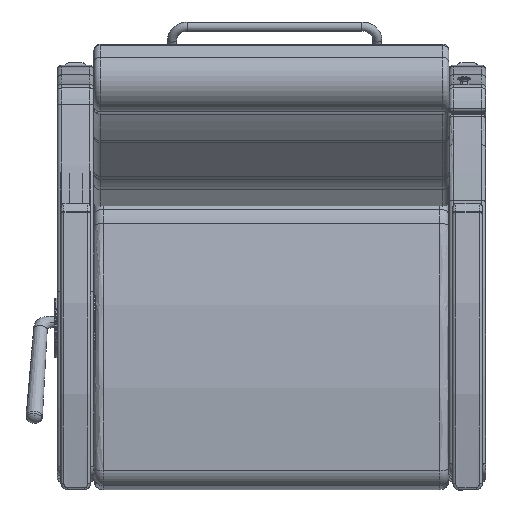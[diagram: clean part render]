
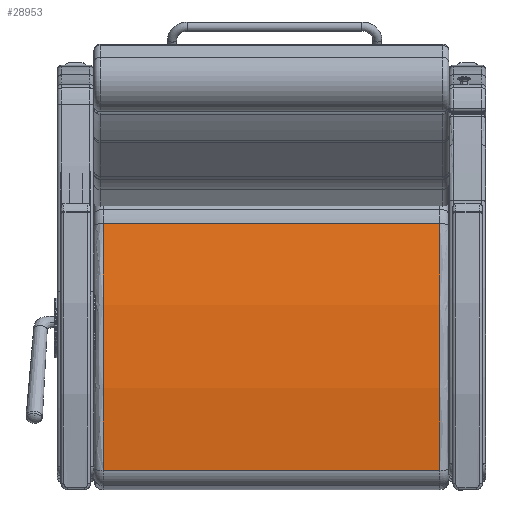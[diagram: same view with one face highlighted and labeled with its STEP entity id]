
A CAD part, front view. The second image highlights one B-rep face of the part: STEP entity #28953.
In plain terms, the highlighted free-form (B-spline) face has degree [1, 2] with [2, 3] control points.
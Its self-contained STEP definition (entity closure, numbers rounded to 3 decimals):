
#1226=(
BOUNDED_SURFACE()
B_SPLINE_SURFACE(1,2,((#44074,#44075,#44076),(#44077,#44078,#44079)),
 .UNSPECIFIED.,.F.,.F.,.F.)
B_SPLINE_SURFACE_WITH_KNOTS((2,2),(3,3),(-0.229,0.229),
(1.362,1.699),.UNSPECIFIED.)
GEOMETRIC_REPRESENTATION_ITEM()
RATIONAL_B_SPLINE_SURFACE(((1.,0.986,1.),(1.,0.986,
1.)))
REPRESENTATION_ITEM('')
SURFACE()
);
#1776=ELLIPSE('',#31126,60.054,60.);
#1786=ELLIPSE('',#31154,60.054,60.);
#3059=FACE_OUTER_BOUND('',#4744,.T.);
#4744=EDGE_LOOP('',(#20174,#20175,#20176,#20177));
#6733=LINE('',#44072,#8924);
#6734=LINE('',#44081,#8925);
#8924=VECTOR('',#34759,0.394);
#8925=VECTOR('',#34762,0.394);
#12708=VERTEX_POINT('',#43864);
#12709=VERTEX_POINT('',#43865);
#12734=VERTEX_POINT('',#44071);
#12735=VERTEX_POINT('',#44080);
#15714=EDGE_CURVE('',#12708,#12709,#1776,.T.);
#15752=EDGE_CURVE('',#12709,#12734,#6733,.T.);
#15754=EDGE_CURVE('',#12708,#12735,#6734,.T.);
#15755=EDGE_CURVE('',#12734,#12735,#1786,.T.);
#20174=ORIENTED_EDGE('',*,*,#15714,.F.);
#20175=ORIENTED_EDGE('',*,*,#15754,.T.);
#20176=ORIENTED_EDGE('',*,*,#15755,.F.);
#20177=ORIENTED_EDGE('',*,*,#15752,.F.);
#28953=ADVANCED_FACE('',(#3059),#1226,.F.);
#31126=AXIS2_PLACEMENT_3D('',#43866,#34691,#34692);
#31154=AXIS2_PLACEMENT_3D('',#44082,#34763,#34764);
#34691=DIRECTION('center_axis',(0.,0.,-1.));
#34692=DIRECTION('ref_axis',(1.,0.,0.));
#34759=DIRECTION('',(0.,0.,1.));
#34762=DIRECTION('',(0.,0.,1.));
#34763=DIRECTION('center_axis',(0.,0.,1.));
#34764=DIRECTION('ref_axis',(1.,0.,0.));
#43864=CARTESIAN_POINT('',(-10.045,1.256,-13.75));
#43865=CARTESIAN_POINT('',(10.111,0.445,-13.75));
#43866=CARTESIAN_POINT('Origin',(-2.35,-58.249,-13.75));
#44071=CARTESIAN_POINT('',(10.111,0.445,13.75));
#44072=CARTESIAN_POINT('',(10.111,0.445,0.));
#44074=CARTESIAN_POINT('Ctrl Pts',(10.111,0.445,-13.75));
#44075=CARTESIAN_POINT('Ctrl Pts',(0.103,2.566,-13.75));
#44076=CARTESIAN_POINT('Ctrl Pts',(-10.045,1.256,-13.75));
#44077=CARTESIAN_POINT('Ctrl Pts',(10.111,0.445,13.75));
#44078=CARTESIAN_POINT('Ctrl Pts',(0.103,2.566,13.75));
#44079=CARTESIAN_POINT('Ctrl Pts',(-10.045,1.256,13.75));
#44080=CARTESIAN_POINT('',(-10.045,1.256,13.75));
#44081=CARTESIAN_POINT('',(-10.045,1.256,0.));
#44082=CARTESIAN_POINT('Origin',(-2.35,-58.249,13.75));
